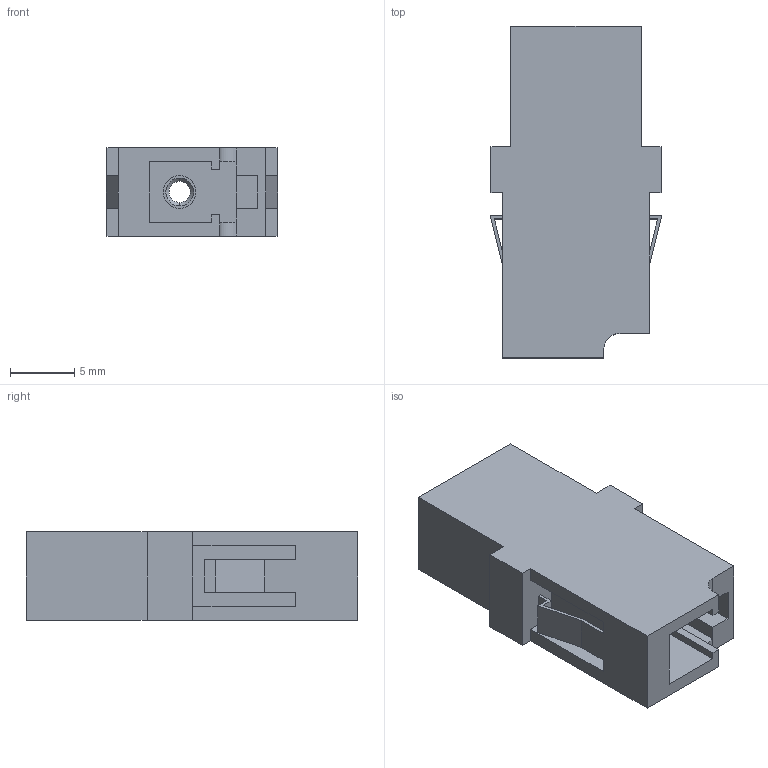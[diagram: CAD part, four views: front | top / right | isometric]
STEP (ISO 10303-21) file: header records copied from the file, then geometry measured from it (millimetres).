
FILE_DESCRIPTION (( 'STEP AP214' ), '1' );
FILE_NAME ('FOA-804.STEP', '2019-01-23T13:10:54', ( '' ), ( '' ), 'SwSTEP 2.0', 'SolidWorks 2017', '' );
FILE_SCHEMA (( 'AUTOMOTIVE_DESIGN' ));
Length unit declared in the file: inch
Products named in the file (2): FOA-804
Assembly tree (1 placements, depth 2):
  FOA-804
    FOA-804
Bounding box: 13.33 x 25.78 x 6.86 mm (x, y, z)
Volume: 1057 mm3; surface area: 1872.8 mm2
Topology: 1 solids, 1 shells, 103 faces, 300 edges, 198 vertices
Faces by surface type: plane 91, cylinder 8, cone 4
Entity records: 3436 total; most frequent: CARTESIAN_POINT 605, ORIENTED_EDGE 600, DIRECTION 534, EDGE_CURVE 300, VECTOR 280, LINE 280, VERTEX_POINT 198, AXIS2_PLACEMENT_3D 127
